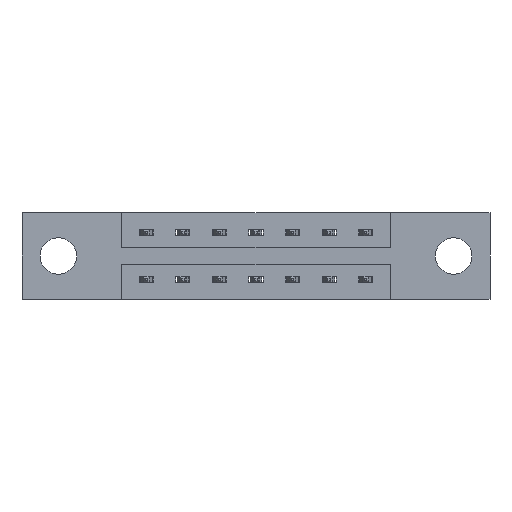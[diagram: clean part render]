
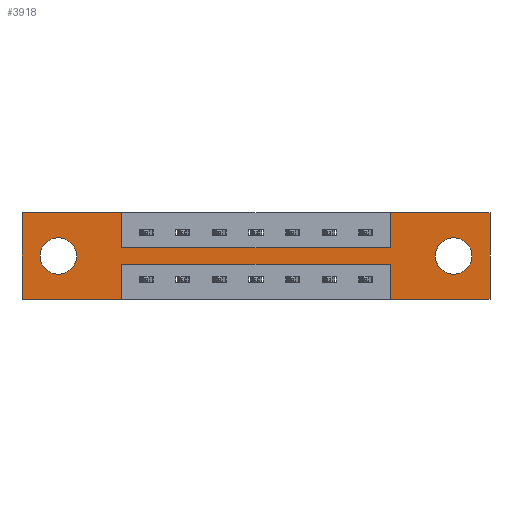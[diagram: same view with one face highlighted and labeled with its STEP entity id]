
A CAD part, front view. The second image highlights one B-rep face of the part: STEP entity #3918.
In plain terms, the highlighted planar face has unit normal (0, -1, 0).
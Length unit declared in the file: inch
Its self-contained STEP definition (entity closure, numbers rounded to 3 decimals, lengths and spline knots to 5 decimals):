
#25 = CARTESIAN_POINT ( 'NONE',  ( 0.155, 0., -0.263 ) ) ;
#41 = DIRECTION ( 'NONE',  ( 0., 0., -1. ) ) ;
#42 = VECTOR ( 'NONE', #9275, 39.37008 ) ;
#132 = CARTESIAN_POINT ( 'NONE',  ( 1.843, 0., -0.185 ) ) ;
#180 = EDGE_CURVE ( 'NONE', #9866, #806, #685, .T. ) ;
#231 = EDGE_CURVE ( 'NONE', #1967, #5213, #8461, .T. ) ;
#276 = ORIENTED_EDGE ( 'NONE', *, *, #6299, .F. ) ;
#295 = VECTOR ( 'NONE', #3484, 39.37008 ) ;
#309 = ORIENTED_EDGE ( 'NONE', *, *, #6707, .T. ) ;
#341 = CARTESIAN_POINT ( 'NONE',  ( 1.843, 0., -0.107 ) ) ;
#459 = VERTEX_POINT ( 'NONE', #9746 ) ;
#512 = AXIS2_PLACEMENT_3D ( 'NONE', #9155, #8987, #8941 ) ;
#540 = CARTESIAN_POINT ( 'NONE',  ( 0.425, 0., 0. ) ) ;
#610 = LINE ( 'NONE', #1968, #4737 ) ;
#643 = FACE_BOUND ( 'NONE', #7389, .T. ) ;
#685 = LINE ( 'NONE', #540, #4572 ) ;
#713 = EDGE_CURVE ( 'NONE', #9351, #7878, #1681, .T. ) ;
#720 = CARTESIAN_POINT ( 'NONE',  ( 1.843, 0., -0.263 ) ) ;
#806 = VERTEX_POINT ( 'NONE', #3435 ) ;
#818 = VECTOR ( 'NONE', #2122, 39.37008 ) ;
#870 = DIRECTION ( 'NONE',  ( 0., 0., -1. ) ) ;
#872 = ORIENTED_EDGE ( 'NONE', *, *, #4099, .T. ) ;
#911 = ORIENTED_EDGE ( 'NONE', *, *, #5142, .F. ) ;
#1100 = EDGE_CURVE ( 'NONE', #459, #8638, #8360, .T. ) ;
#1206 = VECTOR ( 'NONE', #3632, 39.37008 ) ;
#1376 = VERTEX_POINT ( 'NONE', #2151 ) ;
#1533 = DIRECTION ( 'NONE',  ( 0., 0., 1. ) ) ;
#1681 = LINE ( 'NONE', #5210, #9689 ) ;
#1785 = CARTESIAN_POINT ( 'NONE',  ( 0.425, 0., -0.15 ) ) ;
#1872 = DIRECTION ( 'NONE',  ( 1., 0., 0. ) ) ;
#1967 = VERTEX_POINT ( 'NONE', #1971 ) ;
#1968 = CARTESIAN_POINT ( 'NONE',  ( 0.425, 0., -0.37 ) ) ;
#1971 = CARTESIAN_POINT ( 'NONE',  ( 0., 0., -0.37 ) ) ;
#2016 = LINE ( 'NONE', #7720, #42 ) ;
#2077 = EDGE_CURVE ( 'NONE', #806, #5414, #2961, .T. ) ;
#2117 = CARTESIAN_POINT ( 'NONE',  ( 0.425, 0., 0. ) ) ;
#2122 = DIRECTION ( 'NONE',  ( 0., 0., 1. ) ) ;
#2144 = CARTESIAN_POINT ( 'NONE',  ( 0.425, 0., -0.22 ) ) ;
#2151 = CARTESIAN_POINT ( 'NONE',  ( 1.573, 0., -0.22 ) ) ;
#2166 = EDGE_LOOP ( 'NONE', ( #276, #911, #2374, #2394, #3833, #5039, #3585, #9477, #2355, #5919, #5193, #7594 ) ) ;
#2316 = VERTEX_POINT ( 'NONE', #3152 ) ;
#2355 = ORIENTED_EDGE ( 'NONE', *, *, #180, .F. ) ;
#2374 = ORIENTED_EDGE ( 'NONE', *, *, #4899, .F. ) ;
#2394 = ORIENTED_EDGE ( 'NONE', *, *, #713, .F. ) ;
#2605 = ORIENTED_EDGE ( 'NONE', *, *, #1100, .T. ) ;
#2710 = DIRECTION ( 'NONE',  ( 1., 0., 0. ) ) ;
#2743 = DIRECTION ( 'NONE',  ( 0., 0., -1. ) ) ;
#2915 = FACE_BOUND ( 'NONE', #3088, .T. ) ;
#2933 = DIRECTION ( 'NONE',  ( -1., 0., 0. ) ) ;
#2961 = LINE ( 'NONE', #1785, #6865 ) ;
#3088 = EDGE_LOOP ( 'NONE', ( #2605, #7012 ) ) ;
#3134 = CARTESIAN_POINT ( 'NONE',  ( 1.998, 0., -0.37 ) ) ;
#3152 = CARTESIAN_POINT ( 'NONE',  ( 0.425, 0., -0.22 ) ) ;
#3287 = CIRCLE ( 'NONE', #7085, 0.078 ) ;
#3435 = CARTESIAN_POINT ( 'NONE',  ( 0.425, 0., -0.15 ) ) ;
#3438 = AXIS2_PLACEMENT_3D ( 'NONE', #132, #5503, #870 ) ;
#3484 = DIRECTION ( 'NONE',  ( 0., 0., 1. ) ) ;
#3585 = ORIENTED_EDGE ( 'NONE', *, *, #9935, .F. ) ;
#3632 = DIRECTION ( 'NONE',  ( 0., 0., -1. ) ) ;
#3801 = CARTESIAN_POINT ( 'NONE',  ( 0., 0., 0. ) ) ;
#3833 = ORIENTED_EDGE ( 'NONE', *, *, #9805, .F. ) ;
#3855 = VECTOR ( 'NONE', #1533, 39.37008 ) ;
#3884 = PLANE ( 'NONE',  #5517 ) ;
#3918 = ADVANCED_FACE ( 'NONE', ( #643, #2915, #8656 ), #3884, .T. ) ;
#4001 = CARTESIAN_POINT ( 'NONE',  ( 0., 0., 0. ) ) ;
#4026 = DIRECTION ( 'NONE',  ( 0., 0., -1. ) ) ;
#4043 = DIRECTION ( 'NONE',  ( 0., -1., 0. ) ) ;
#4081 = EDGE_CURVE ( 'NONE', #8638, #459, #3287, .T. ) ;
#4099 = EDGE_CURVE ( 'NONE', #7694, #4499, #7420, .T. ) ;
#4117 = LINE ( 'NONE', #8478, #3855 ) ;
#4294 = CARTESIAN_POINT ( 'NONE',  ( 1.998, 0., 0. ) ) ;
#4403 = CARTESIAN_POINT ( 'NONE',  ( 1.573, 0., 0. ) ) ;
#4499 = VERTEX_POINT ( 'NONE', #341 ) ;
#4572 = VECTOR ( 'NONE', #41, 39.37008 ) ;
#4737 = VECTOR ( 'NONE', #2743, 39.37008 ) ;
#4810 = VERTEX_POINT ( 'NONE', #7318 ) ;
#4851 = CARTESIAN_POINT ( 'NONE',  ( 1.573, 0., -0.15 ) ) ;
#4865 = CARTESIAN_POINT ( 'NONE',  ( 1.843, 0., -0.185 ) ) ;
#4899 = EDGE_CURVE ( 'NONE', #7878, #1376, #8050, .T. ) ;
#5039 = ORIENTED_EDGE ( 'NONE', *, *, #8486, .F. ) ;
#5048 = DIRECTION ( 'NONE',  ( 0., 1., 0. ) ) ;
#5091 = LINE ( 'NONE', #7498, #6935 ) ;
#5142 = EDGE_CURVE ( 'NONE', #1376, #2316, #9728, .T. ) ;
#5193 = ORIENTED_EDGE ( 'NONE', *, *, #231, .F. ) ;
#5210 = CARTESIAN_POINT ( 'NONE',  ( 0., 0., -0.37 ) ) ;
#5213 = VERTEX_POINT ( 'NONE', #3801 ) ;
#5400 = DIRECTION ( 'NONE',  ( 0., 0., -1. ) ) ;
#5414 = VERTEX_POINT ( 'NONE', #4851 ) ;
#5503 = DIRECTION ( 'NONE',  ( 0., 1., 0. ) ) ;
#5517 = AXIS2_PLACEMENT_3D ( 'NONE', #9018, #4043, #4026 ) ;
#5591 = VECTOR ( 'NONE', #2933, 39.37008 ) ;
#5919 = ORIENTED_EDGE ( 'NONE', *, *, #6285, .F. ) ;
#6285 = EDGE_CURVE ( 'NONE', #5213, #9866, #6782, .T. ) ;
#6299 = EDGE_CURVE ( 'NONE', #2316, #4810, #610, .T. ) ;
#6365 = DIRECTION ( 'NONE',  ( 0., 0., 1. ) ) ;
#6426 = VERTEX_POINT ( 'NONE', #4403 ) ;
#6600 = EDGE_CURVE ( 'NONE', #4810, #1967, #2016, .T. ) ;
#6707 = EDGE_CURVE ( 'NONE', #4499, #7694, #8791, .T. ) ;
#6716 = DIRECTION ( 'NONE',  ( 1., 0., 0. ) ) ;
#6782 = LINE ( 'NONE', #8937, #8624 ) ;
#6865 = VECTOR ( 'NONE', #1872, 39.37008 ) ;
#6935 = VECTOR ( 'NONE', #6716, 39.37008 ) ;
#7012 = ORIENTED_EDGE ( 'NONE', *, *, #4081, .T. ) ;
#7085 = AXIS2_PLACEMENT_3D ( 'NONE', #7223, #9359, #6365 ) ;
#7142 = LINE ( 'NONE', #8310, #1206 ) ;
#7148 = CARTESIAN_POINT ( 'NONE',  ( 1.573, 0., -0.37 ) ) ;
#7223 = CARTESIAN_POINT ( 'NONE',  ( 0.155, 0., -0.185 ) ) ;
#7318 = CARTESIAN_POINT ( 'NONE',  ( 0.425, 0., -0.37 ) ) ;
#7389 = EDGE_LOOP ( 'NONE', ( #309, #872 ) ) ;
#7420 = CIRCLE ( 'NONE', #8128, 0.078 ) ;
#7498 = CARTESIAN_POINT ( 'NONE',  ( 0., 0., 0. ) ) ;
#7594 = ORIENTED_EDGE ( 'NONE', *, *, #6600, .F. ) ;
#7694 = VERTEX_POINT ( 'NONE', #720 ) ;
#7720 = CARTESIAN_POINT ( 'NONE',  ( 0., 0., -0.37 ) ) ;
#7878 = VERTEX_POINT ( 'NONE', #7148 ) ;
#8050 = LINE ( 'NONE', #8176, #295 ) ;
#8128 = AXIS2_PLACEMENT_3D ( 'NONE', #4865, #5048, #5400 ) ;
#8176 = CARTESIAN_POINT ( 'NONE',  ( 1.573, 0., -0.37 ) ) ;
#8310 = CARTESIAN_POINT ( 'NONE',  ( 1.998, 0., 0. ) ) ;
#8360 = CIRCLE ( 'NONE', #512, 0.078 ) ;
#8380 = VERTEX_POINT ( 'NONE', #4294 ) ;
#8461 = LINE ( 'NONE', #4001, #818 ) ;
#8478 = CARTESIAN_POINT ( 'NONE',  ( 1.573, 0., 0. ) ) ;
#8486 = EDGE_CURVE ( 'NONE', #6426, #8380, #5091, .T. ) ;
#8624 = VECTOR ( 'NONE', #2710, 39.37008 ) ;
#8638 = VERTEX_POINT ( 'NONE', #25 ) ;
#8656 = FACE_OUTER_BOUND ( 'NONE', #2166, .T. ) ;
#8791 = CIRCLE ( 'NONE', #3438, 0.078 ) ;
#8937 = CARTESIAN_POINT ( 'NONE',  ( 0., 0., 0. ) ) ;
#8941 = DIRECTION ( 'NONE',  ( 0., 0., 1. ) ) ;
#8987 = DIRECTION ( 'NONE',  ( 0., 1., 0. ) ) ;
#9018 = CARTESIAN_POINT ( 'NONE',  ( 0., 0., -0.37 ) ) ;
#9155 = CARTESIAN_POINT ( 'NONE',  ( 0.155, 0., -0.185 ) ) ;
#9275 = DIRECTION ( 'NONE',  ( -1., 0., 0. ) ) ;
#9351 = VERTEX_POINT ( 'NONE', #3134 ) ;
#9359 = DIRECTION ( 'NONE',  ( 0., 1., 0. ) ) ;
#9477 = ORIENTED_EDGE ( 'NONE', *, *, #2077, .F. ) ;
#9689 = VECTOR ( 'NONE', #9726, 39.37008 ) ;
#9726 = DIRECTION ( 'NONE',  ( -1., 0., 0. ) ) ;
#9728 = LINE ( 'NONE', #2144, #5591 ) ;
#9746 = CARTESIAN_POINT ( 'NONE',  ( 0.155, 0., -0.107 ) ) ;
#9805 = EDGE_CURVE ( 'NONE', #8380, #9351, #7142, .T. ) ;
#9866 = VERTEX_POINT ( 'NONE', #2117 ) ;
#9935 = EDGE_CURVE ( 'NONE', #5414, #6426, #4117, .T. ) ;
